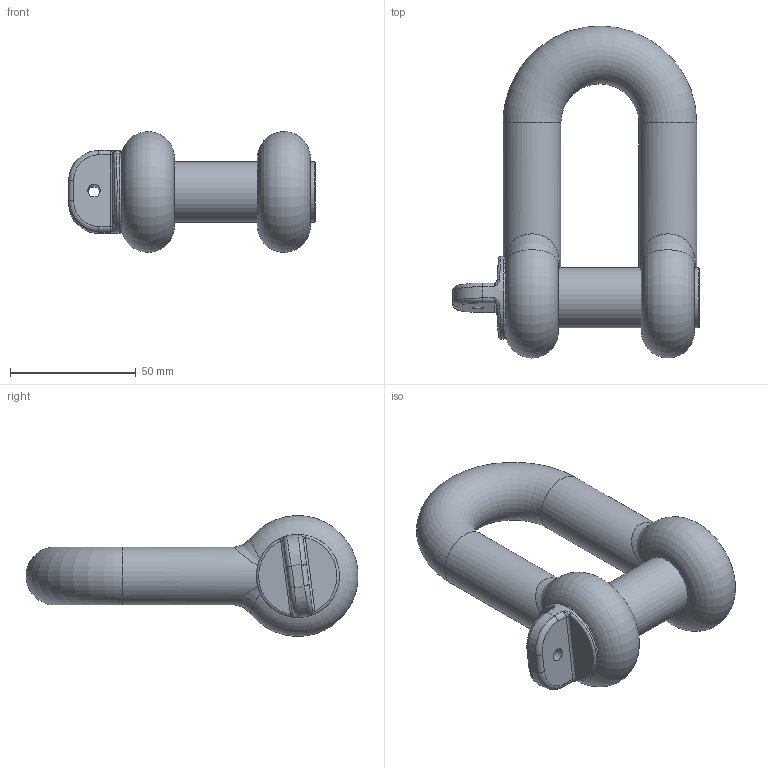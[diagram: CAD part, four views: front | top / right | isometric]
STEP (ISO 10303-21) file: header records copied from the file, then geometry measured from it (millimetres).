
FILE_DESCRIPTION(/* description */ (''),/* implementation_level */ '2;1');
FILE_NAME(/* name */ 'SCHW_16.stp',/* time_stamp */ '2012-01-10T12:46:07+01:00',/* author */ (''),/* organization */ (''),/* preprocessor_version */ 'ST-DEVELOPER v11',/* originating_system */ 'SIEMENS PLM Software NX 7.5',/* authorisation */ '');
FILE_SCHEMA (('AUTOMOTIVE_DESIGN { 1 0 10303 214 1 1 1 1 }'));
Length unit declared in the file: millimetre
Products named in the file (1): kse1184knaw
Bounding box: 98 x 131.91 x 47.94 mm (x, y, z)
Volume: 161121.9 mm3; surface area: 33402.1 mm2
Topology: 2 solids, 2 shells, 47 faces, 116 edges, 66 vertices
Faces by surface type: bspline 20, cylinder 15, plane 7, torus 5
Full cylindrical faces by diameter (mm): 5 x1, 23 x2, 24 x3, 33 x1
Entity records: 2181 total; most frequent: CARTESIAN_POINT 1250, ORIENTED_EDGE 194, DIRECTION 162, EDGE_CURVE 97, AXIS2_PLACEMENT_3D 73, VERTEX_POINT 61, EDGE_LOOP 60, ADVANCED_FACE 47
